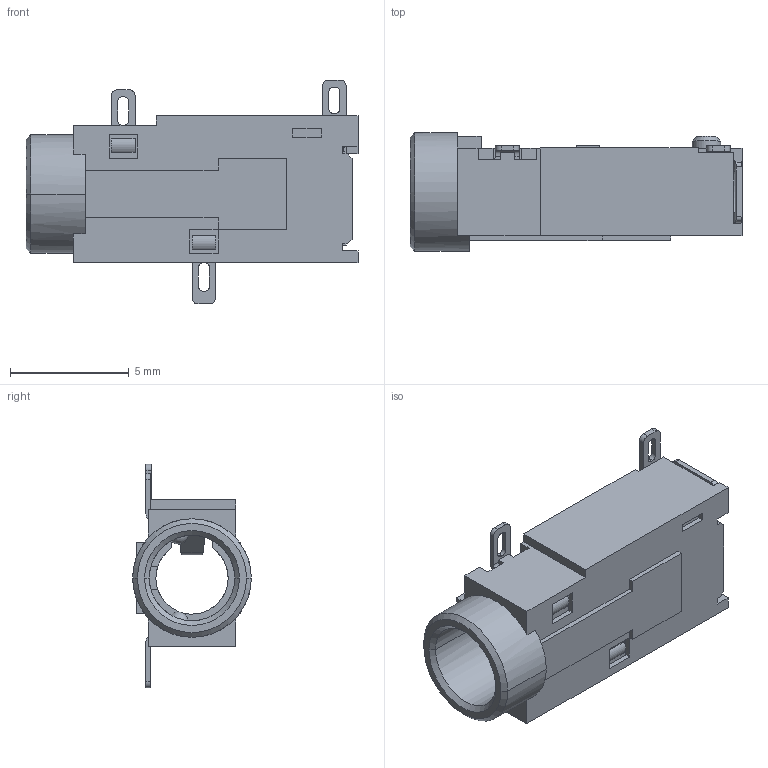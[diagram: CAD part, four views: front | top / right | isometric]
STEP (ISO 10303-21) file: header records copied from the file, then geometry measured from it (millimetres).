
FILE_DESCRIPTION (( 'STEP AP214' ), '1' );
FILE_NAME ('CUI_DEVICES_SJ2-35853A-SMT-TR.step', '2020-10-26T19:52:57', ( '' ), ( '' ), 'SwSTEP 2.0', 'SolidWorks 2020', '' );
FILE_SCHEMA (( 'AUTOMOTIVE_DESIGN' ));
Length unit declared in the file: inch
Products named in the file (1): CUI_DEVICES_SJ2-35853A-SMT-TR
Bounding box: 14 x 5 x 9.43 mm (x, y, z)
Volume: 174.7 mm3; surface area: 492.6 mm2
Topology: 1 solids, 3 shells, 322 faces, 892 edges, 585 vertices
Faces by surface type: plane 236, cylinder 64, sphere 12, cone 6, bspline 4
Entity records: 14568 total; most frequent: CARTESIAN_POINT 2081, ORIENTED_EDGE 1784, DIRECTION 1648, EDGE_CURVE 892, LINE 696, VECTOR 696, VERTEX_POINT 585, AXIS2_PLACEMENT_3D 476
